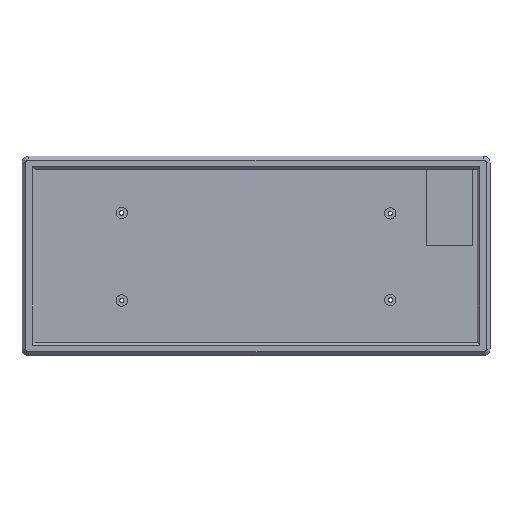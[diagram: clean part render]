
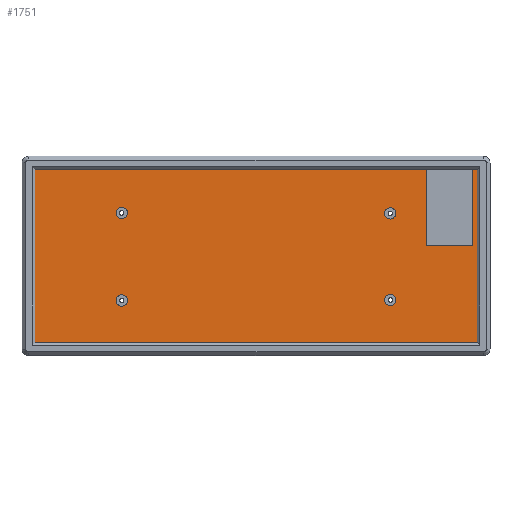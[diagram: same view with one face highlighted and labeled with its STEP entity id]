
A CAD part, top view. The second image highlights one B-rep face of the part: STEP entity #1751.
In plain terms, the highlighted planar face has unit normal (0, 0, 1).
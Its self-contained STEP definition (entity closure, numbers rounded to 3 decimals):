
#125=FACE_BOUND('',#360,.T.);
#126=FACE_BOUND('',#361,.T.);
#127=FACE_BOUND('',#362,.T.);
#128=FACE_BOUND('',#363,.T.);
#232=FACE_OUTER_BOUND('',#359,.T.);
#359=EDGE_LOOP('',(#1584,#1585,#1586,#1587,#1588,#1589,#1590,#1591));
#360=EDGE_LOOP('',(#1592));
#361=EDGE_LOOP('',(#1593));
#362=EDGE_LOOP('',(#1594));
#363=EDGE_LOOP('',(#1595));
#378=CIRCLE('',#1788,2.5);
#381=CIRCLE('',#1793,2.5);
#384=CIRCLE('',#1798,2.5);
#387=CIRCLE('',#1803,2.5);
#534=LINE('',#2876,#657);
#537=LINE('',#2881,#660);
#562=LINE('',#3242,#685);
#565=LINE('',#3247,#688);
#580=LINE('',#3439,#703);
#583=LINE('',#3443,#706);
#585=LINE('',#3446,#708);
#586=LINE('',#3448,#709);
#657=VECTOR('',#2320,10.);
#660=VECTOR('',#2325,10.);
#685=VECTOR('',#2432,10.);
#688=VECTOR('',#2435,10.);
#703=VECTOR('',#2500,10.);
#706=VECTOR('',#2505,10.);
#708=VECTOR('',#2509,10.);
#709=VECTOR('',#2512,10.);
#730=VERTEX_POINT('',#2570);
#733=VERTEX_POINT('',#2579);
#736=VERTEX_POINT('',#2588);
#739=VERTEX_POINT('',#2597);
#812=VERTEX_POINT('',#2873);
#813=VERTEX_POINT('',#2875);
#814=VERTEX_POINT('',#2879);
#853=VERTEX_POINT('',#3241);
#854=VERTEX_POINT('',#3244);
#855=VERTEX_POINT('',#3246);
#862=VERTEX_POINT('',#3436);
#863=VERTEX_POINT('',#3438);
#888=EDGE_CURVE('',#730,#730,#378,.T.);
#892=EDGE_CURVE('',#733,#733,#381,.T.);
#896=EDGE_CURVE('',#736,#736,#384,.T.);
#900=EDGE_CURVE('',#739,#739,#387,.T.);
#1018=EDGE_CURVE('',#812,#813,#534,.T.);
#1021=EDGE_CURVE('',#814,#812,#537,.T.);
#1074=EDGE_CURVE('',#813,#853,#562,.T.);
#1077=EDGE_CURVE('',#854,#855,#565,.T.);
#1104=EDGE_CURVE('',#863,#862,#580,.T.);
#1107=EDGE_CURVE('',#854,#863,#583,.T.);
#1109=EDGE_CURVE('',#862,#853,#585,.T.);
#1110=EDGE_CURVE('',#855,#814,#586,.F.);
#1584=ORIENTED_EDGE('',*,*,#1109,.T.);
#1585=ORIENTED_EDGE('',*,*,#1074,.F.);
#1586=ORIENTED_EDGE('',*,*,#1018,.F.);
#1587=ORIENTED_EDGE('',*,*,#1021,.F.);
#1588=ORIENTED_EDGE('',*,*,#1110,.F.);
#1589=ORIENTED_EDGE('',*,*,#1077,.F.);
#1590=ORIENTED_EDGE('',*,*,#1107,.T.);
#1591=ORIENTED_EDGE('',*,*,#1104,.T.);
#1592=ORIENTED_EDGE('',*,*,#888,.T.);
#1593=ORIENTED_EDGE('',*,*,#892,.T.);
#1594=ORIENTED_EDGE('',*,*,#896,.T.);
#1595=ORIENTED_EDGE('',*,*,#900,.T.);
#1645=PLANE('',#1973);
#1751=ADVANCED_FACE('',(#232,#125,#126,#127,#128),#1645,.T.);
#1788=AXIS2_PLACEMENT_3D('',#2571,#2030,#2031);
#1793=AXIS2_PLACEMENT_3D('',#2580,#2041,#2042);
#1798=AXIS2_PLACEMENT_3D('',#2589,#2052,#2053);
#1803=AXIS2_PLACEMENT_3D('',#2598,#2063,#2064);
#1973=AXIS2_PLACEMENT_3D('',#3447,#2510,#2511);
#2030=DIRECTION('center_axis',(0.,0.,-1.));
#2031=DIRECTION('ref_axis',(-1.,0.,0.));
#2041=DIRECTION('center_axis',(0.,0.,-1.));
#2042=DIRECTION('ref_axis',(-1.,0.,0.));
#2052=DIRECTION('center_axis',(0.,0.,-1.));
#2053=DIRECTION('ref_axis',(-1.,0.,0.));
#2063=DIRECTION('center_axis',(0.,0.,-1.));
#2064=DIRECTION('ref_axis',(-1.,0.,0.));
#2320=DIRECTION('',(0.,1.,0.));
#2325=DIRECTION('',(-1.,0.,0.));
#2432=DIRECTION('',(1.,0.,0.));
#2435=DIRECTION('',(1.,0.,0.));
#2500=DIRECTION('',(-1.,0.,0.));
#2505=DIRECTION('',(0.,-1.,0.));
#2509=DIRECTION('',(0.,1.,0.));
#2510=DIRECTION('center_axis',(0.,0.,1.));
#2511=DIRECTION('ref_axis',(1.,0.,0.));
#2512=DIRECTION('',(0.,1.,0.));
#2570=CARTESIAN_POINT('',(94.7,-107.,-8.4));
#2571=CARTESIAN_POINT('Origin',(92.2,-107.,-8.4));
#2579=CARTESIAN_POINT('',(213.7,-68.4,-8.4));
#2580=CARTESIAN_POINT('Origin',(211.2,-68.4,-8.4));
#2588=CARTESIAN_POINT('',(94.7,-68.2,-8.4));
#2589=CARTESIAN_POINT('Origin',(92.2,-68.2,-8.4));
#2597=CARTESIAN_POINT('',(213.7,-106.8,-8.4));
#2598=CARTESIAN_POINT('Origin',(211.2,-106.8,-8.4));
#2873=CARTESIAN_POINT('',(53.7,-125.78,-8.4));
#2875=CARTESIAN_POINT('',(53.7,-48.83,-8.4));
#2876=CARTESIAN_POINT('',(53.7,-106.63,-8.4));
#2879=CARTESIAN_POINT('',(249.7,-125.78,-8.4));
#2881=CARTESIAN_POINT('',(200.831,-125.78,-8.4));
#3241=CARTESIAN_POINT('',(227.199,-48.83,-8.4));
#3242=CARTESIAN_POINT('',(102.656,-48.83,-8.4));
#3244=CARTESIAN_POINT('',(247.65,-48.83,-8.4));
#3246=CARTESIAN_POINT('',(249.7,-48.83,-8.4));
#3247=CARTESIAN_POINT('',(102.656,-48.83,-8.4));
#3436=CARTESIAN_POINT('',(227.199,-82.769,-8.4));
#3438=CARTESIAN_POINT('',(247.65,-82.769,-8.4));
#3439=CARTESIAN_POINT('',(247.65,-82.769,-8.4));
#3443=CARTESIAN_POINT('',(247.65,-48.83,-8.4));
#3446=CARTESIAN_POINT('',(227.199,-82.769,-8.4));
#3447=CARTESIAN_POINT('Origin',(151.788,-87.305,-8.4));
#3448=CARTESIAN_POINT('',(249.7,-67.98,-8.4));
